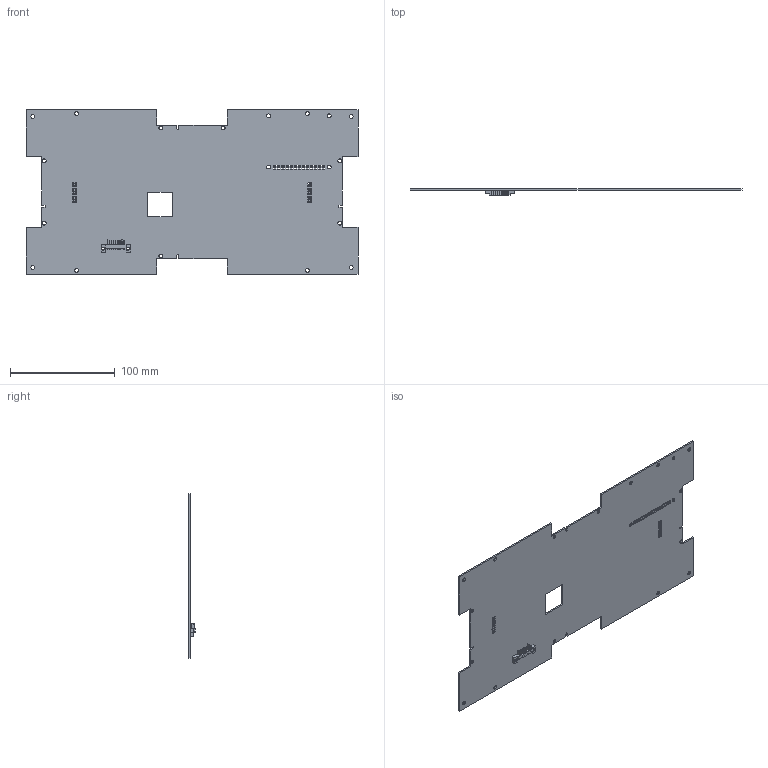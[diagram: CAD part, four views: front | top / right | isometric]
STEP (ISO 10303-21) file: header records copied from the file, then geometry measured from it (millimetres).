
FILE_DESCRIPTION (( 'STEP AP214' ), '1' );
FILE_NAME ('DIsplay Module PCB.STEP', '2023-01-17T13:24:47', ( '' ), ( '' ), 'SwSTEP 2.0', 'SolidWorks 2022', '' );
FILE_SCHEMA (( 'AUTOMOTIVE_DESIGN' ));
Length unit declared in the file: millimetre
Products named in the file (3): PCB; DIsplay Module PCB; 1747785-1
Assembly tree (2 placements, depth 2):
  DIsplay Module PCB
    PCB
    1747785-1
Bounding box: 317.5 x 6.37 x 157.5 mm (x, y, z)
Volume: 71146.4 mm3; surface area: 93724.2 mm2
Topology: 2 solids, 2 shells, 535 faces, 1542 edges, 1022 vertices
Faces by surface type: plane 405, cylinder 66, bspline 64
Entity records: 25394 total; most frequent: CARTESIAN_POINT 11296, ORIENTED_EDGE 3084, DIRECTION 2434, EDGE_CURVE 1542, VECTOR 1218, LINE 1218, VERTEX_POINT 1022, EDGE_LOOP 738
